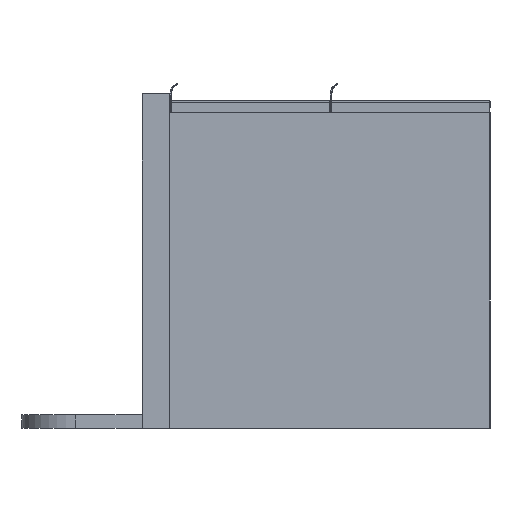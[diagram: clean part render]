
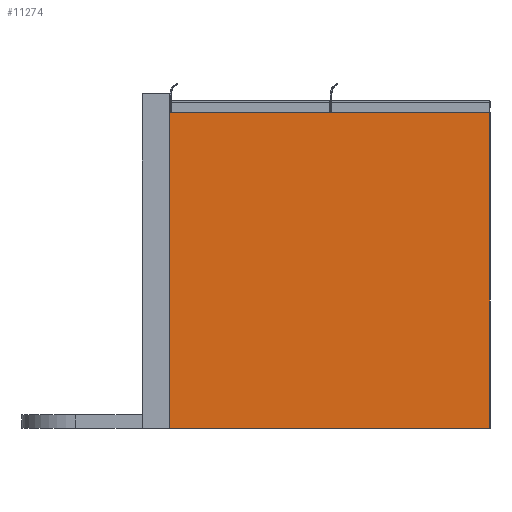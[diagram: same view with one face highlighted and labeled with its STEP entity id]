
A CAD part, left-side view. The second image highlights one B-rep face of the part: STEP entity #11274.
In plain terms, the highlighted planar face has unit normal (-1, 0, 0).
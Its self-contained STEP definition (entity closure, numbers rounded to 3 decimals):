
#618 = CARTESIAN_POINT ( 'NONE',  ( -890., -240., 0. ) ) ;
#1172 = DIRECTION ( 'NONE',  ( 1., 0., 0. ) ) ;
#2070 = VERTEX_POINT ( 'NONE', #2626 ) ;
#2291 = CARTESIAN_POINT ( 'NONE',  ( -890., 240., 472. ) ) ;
#2341 = CARTESIAN_POINT ( 'NONE',  ( -890., -240., 472. ) ) ;
#2626 = CARTESIAN_POINT ( 'NONE',  ( -890., 240., 0. ) ) ;
#2866 = CARTESIAN_POINT ( 'NONE',  ( -890., 240., 0. ) ) ;
#4219 = VECTOR ( 'NONE', #6421, 1000. ) ;
#4836 = EDGE_LOOP ( 'NONE', ( #13508, #13684, #7533, #14259 ) ) ;
#6076 = VERTEX_POINT ( 'NONE', #14757 ) ;
#6338 = DIRECTION ( 'NONE',  ( 0., -1., 0. ) ) ;
#6421 = DIRECTION ( 'NONE',  ( 0., -1., 0. ) ) ;
#6560 = LINE ( 'NONE', #7707, #13668 ) ;
#6577 = CARTESIAN_POINT ( 'NONE',  ( -890., 240., 472. ) ) ;
#7533 = ORIENTED_EDGE ( 'NONE', *, *, #7957, .F. ) ;
#7660 = EDGE_CURVE ( 'NONE', #6076, #10795, #14922, .T. ) ;
#7707 = CARTESIAN_POINT ( 'NONE',  ( -890., 240., 472. ) ) ;
#7779 = DIRECTION ( 'NONE',  ( 0., 0., -1. ) ) ;
#7957 = EDGE_CURVE ( 'NONE', #13962, #6076, #12334, .T. ) ;
#8088 = CARTESIAN_POINT ( 'NONE',  ( -890., 240., 472. ) ) ;
#8312 = EDGE_CURVE ( 'NONE', #13962, #2070, #6560, .T. ) ;
#9882 = VECTOR ( 'NONE', #6338, 1000. ) ;
#9976 = AXIS2_PLACEMENT_3D ( 'NONE', #2291, #1172, #10403 ) ;
#10121 = PLANE ( 'NONE',  #9976 ) ;
#10232 = DIRECTION ( 'NONE',  ( 0., 0., -1. ) ) ;
#10403 = DIRECTION ( 'NONE',  ( 0., 1., 0. ) ) ;
#10795 = VERTEX_POINT ( 'NONE', #618 ) ;
#11274 = ADVANCED_FACE ( 'NONE', ( #12668 ), #10121, .F. ) ;
#11488 = VECTOR ( 'NONE', #10232, 1000. ) ;
#12334 = LINE ( 'NONE', #6577, #4219 ) ;
#12668 = FACE_OUTER_BOUND ( 'NONE', #4836, .T. ) ;
#13082 = LINE ( 'NONE', #2866, #9882 ) ;
#13321 = EDGE_CURVE ( 'NONE', #2070, #10795, #13082, .T. ) ;
#13508 = ORIENTED_EDGE ( 'NONE', *, *, #13321, .T. ) ;
#13668 = VECTOR ( 'NONE', #7779, 1000. ) ;
#13684 = ORIENTED_EDGE ( 'NONE', *, *, #7660, .F. ) ;
#13962 = VERTEX_POINT ( 'NONE', #8088 ) ;
#14259 = ORIENTED_EDGE ( 'NONE', *, *, #8312, .T. ) ;
#14757 = CARTESIAN_POINT ( 'NONE',  ( -890., -240., 472. ) ) ;
#14922 = LINE ( 'NONE', #2341, #11488 ) ;
